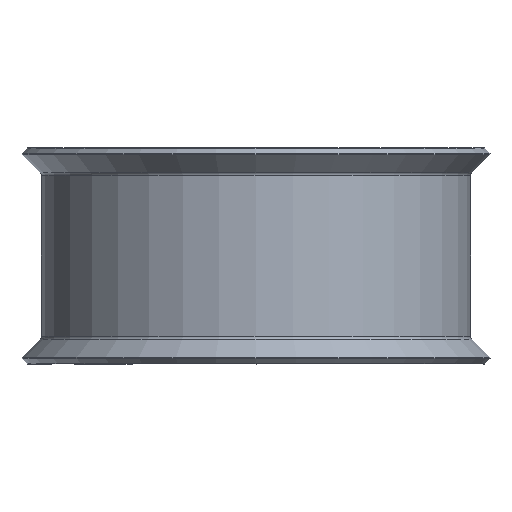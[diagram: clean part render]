
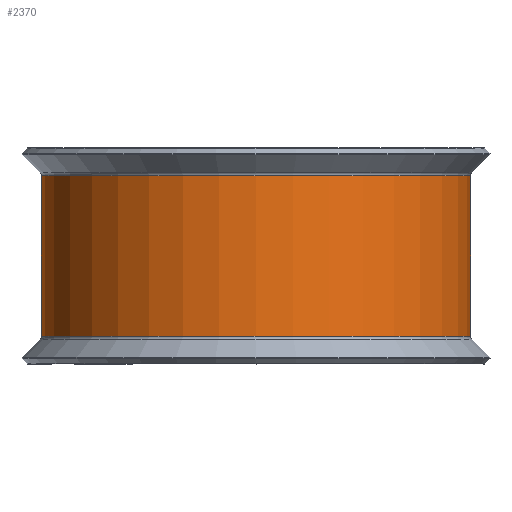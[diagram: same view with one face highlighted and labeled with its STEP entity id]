
A CAD part, front view. The second image highlights one B-rep face of the part: STEP entity #2370.
In plain terms, the highlighted cylindrical face has radius 14.122 mm (diameter 28.245 mm), a partial arc.
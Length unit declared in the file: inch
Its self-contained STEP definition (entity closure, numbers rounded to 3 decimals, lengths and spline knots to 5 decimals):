
#37 = CIRCLE ( 'NONE', #716, 0.556 ) ;
#292 = DIRECTION ( 'NONE',  ( 0., 0., -1. ) ) ;
#422 = DIRECTION ( 'NONE',  ( -1., 0., 0. ) ) ;
#580 = VERTEX_POINT ( 'NONE', #1611 ) ;
#588 = VERTEX_POINT ( 'NONE', #895 ) ;
#631 = FACE_OUTER_BOUND ( 'NONE', #1533, .T. ) ;
#667 = DIRECTION ( 'NONE',  ( 0., 0., -1. ) ) ;
#716 = AXIS2_PLACEMENT_3D ( 'NONE', #1754, #292, #1998 ) ;
#835 = CIRCLE ( 'NONE', #1564, 0.556 ) ;
#857 = LINE ( 'NONE', #1429, #2651 ) ;
#895 = CARTESIAN_POINT ( 'NONE',  ( -0.025, -0.938, 0.20822 ) ) ;
#953 = EDGE_CURVE ( 'NONE', #580, #2949, #835, .T. ) ;
#980 = AXIS2_PLACEMENT_3D ( 'NONE', #3068, #1379, #422 ) ;
#1221 = ORIENTED_EDGE ( 'NONE', *, *, #2304, .F. ) ;
#1379 = DIRECTION ( 'NONE',  ( 0., 0., -1. ) ) ;
#1420 = DIRECTION ( 'NONE',  ( 0., 0., -1. ) ) ;
#1429 = CARTESIAN_POINT ( 'NONE',  ( 0.531, -0.382, 0.281 ) ) ;
#1533 = EDGE_LOOP ( 'NONE', ( #1953, #1616, #1221, #1926 ) ) ;
#1564 = AXIS2_PLACEMENT_3D ( 'NONE', #2131, #667, #2363 ) ;
#1611 = CARTESIAN_POINT ( 'NONE',  ( 0.531, -0.382, -0.20822 ) ) ;
#1616 = ORIENTED_EDGE ( 'NONE', *, *, #953, .F. ) ;
#1704 = VECTOR ( 'NONE', #1420, 39.37008 ) ;
#1754 = CARTESIAN_POINT ( 'NONE',  ( 0.531, -0.938, 0.20822 ) ) ;
#1853 = CYLINDRICAL_SURFACE ( 'NONE', #980, 0.556 ) ;
#1926 = ORIENTED_EDGE ( 'NONE', *, *, #2077, .T. ) ;
#1953 = ORIENTED_EDGE ( 'NONE', *, *, #2464, .T. ) ;
#1998 = DIRECTION ( 'NONE',  ( -1., 0., 0. ) ) ;
#2077 = EDGE_CURVE ( 'NONE', #2102, #588, #37, .T. ) ;
#2102 = VERTEX_POINT ( 'NONE', #2476 ) ;
#2131 = CARTESIAN_POINT ( 'NONE',  ( 0.531, -0.938, -0.20822 ) ) ;
#2304 = EDGE_CURVE ( 'NONE', #2102, #580, #857, .T. ) ;
#2334 = LINE ( 'NONE', #2625, #1704 ) ;
#2363 = DIRECTION ( 'NONE',  ( -1., 0., 0. ) ) ;
#2370 = ADVANCED_FACE ( 'NONE', ( #631 ), #1853, .T. ) ;
#2464 = EDGE_CURVE ( 'NONE', #588, #2949, #2334, .T. ) ;
#2476 = CARTESIAN_POINT ( 'NONE',  ( 0.531, -0.382, 0.20822 ) ) ;
#2530 = CARTESIAN_POINT ( 'NONE',  ( -0.025, -0.938, -0.20822 ) ) ;
#2625 = CARTESIAN_POINT ( 'NONE',  ( -0.025, -0.938, 0.281 ) ) ;
#2651 = VECTOR ( 'NONE', #3112, 39.37008 ) ;
#2949 = VERTEX_POINT ( 'NONE', #2530 ) ;
#3068 = CARTESIAN_POINT ( 'NONE',  ( 0.531, -0.938, 0.281 ) ) ;
#3112 = DIRECTION ( 'NONE',  ( 0., 0., -1. ) ) ;
